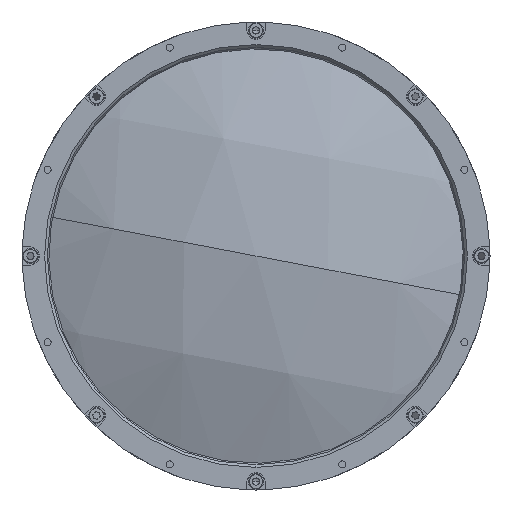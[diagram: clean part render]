
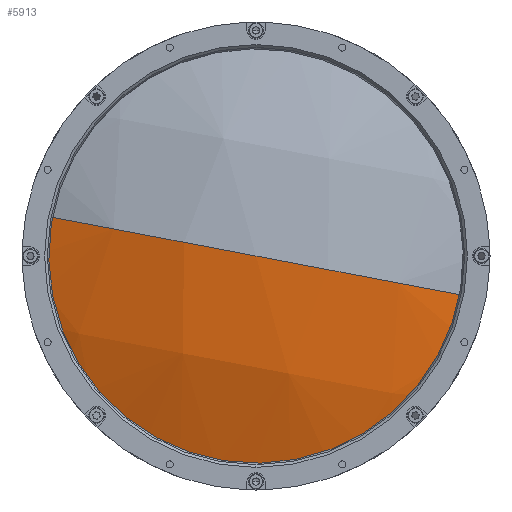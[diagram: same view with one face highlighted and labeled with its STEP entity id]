
A CAD part, left-side view. The second image highlights one B-rep face of the part: STEP entity #5913.
In plain terms, the highlighted spherical face has radius 192.8 mm.
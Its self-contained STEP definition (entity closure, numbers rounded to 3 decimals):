
#734 = EDGE_CURVE ( 'NONE', #8635, #6288, #18454, .T. ) ;
#893 = ORIENTED_EDGE ( 'NONE', *, *, #8620, .T. ) ;
#1879 = CIRCLE ( 'NONE', #19785, 76. ) ;
#2014 = DIRECTION ( 'NONE',  ( 0., 0.187, -0.982 ) ) ;
#2509 = DIRECTION ( 'NONE',  ( 0., 0.187, -0.982 ) ) ;
#2752 = DIRECTION ( 'NONE',  ( -1., 0., 0. ) ) ;
#4366 = ORIENTED_EDGE ( 'NONE', *, *, #12591, .T. ) ;
#5352 = AXIS2_PLACEMENT_3D ( 'NONE', #13018, #2014, #6824 ) ;
#5590 = AXIS2_PLACEMENT_3D ( 'NONE', #17029, #6171, #9153 ) ;
#5913 = ADVANCED_FACE ( 'NONE', ( #6137 ), #10266, .T. ) ;
#6137 = FACE_OUTER_BOUND ( 'NONE', #13746, .T. ) ;
#6171 = DIRECTION ( 'NONE',  ( 0., -0.187, 0.982 ) ) ;
#6288 = VERTEX_POINT ( 'NONE', #8359 ) ;
#6375 = CIRCLE ( 'NONE', #11685, 192.8 ) ;
#6824 = DIRECTION ( 'NONE',  ( 0., 0.982, 0.187 ) ) ;
#8359 = CARTESIAN_POINT ( 'NONE',  ( -2.6, 0., 0. ) ) ;
#8620 = EDGE_CURVE ( 'NONE', #8635, #15494, #1879, .T. ) ;
#8635 = VERTEX_POINT ( 'NONE', #19921 ) ;
#9153 = DIRECTION ( 'NONE',  ( 0., -0.982, -0.187 ) ) ;
#10266 = SPHERICAL_SURFACE ( 'NONE', #5352, 192.8 ) ;
#11685 = AXIS2_PLACEMENT_3D ( 'NONE', #11872, #2509, #13441 ) ;
#11872 = CARTESIAN_POINT ( 'NONE',  ( 190.2, 0., 0. ) ) ;
#12113 = CARTESIAN_POINT ( 'NONE',  ( 13.011, 0., 0. ) ) ;
#12591 = EDGE_CURVE ( 'NONE', #15494, #6288, #6375, .T. ) ;
#12676 = CARTESIAN_POINT ( 'NONE',  ( 13.011, -74.665, -14.182 ) ) ;
#13018 = CARTESIAN_POINT ( 'NONE',  ( 190.2, 0., 0. ) ) ;
#13441 = DIRECTION ( 'NONE',  ( 0., 0.982, 0.187 ) ) ;
#13681 = DIRECTION ( 'NONE',  ( 0., 0.187, -0.982 ) ) ;
#13746 = EDGE_LOOP ( 'NONE', ( #893, #4366, #18386 ) ) ;
#15494 = VERTEX_POINT ( 'NONE', #12676 ) ;
#17029 = CARTESIAN_POINT ( 'NONE',  ( 190.2, 0., 0. ) ) ;
#18386 = ORIENTED_EDGE ( 'NONE', *, *, #734, .F. ) ;
#18454 = CIRCLE ( 'NONE', #5590, 192.8 ) ;
#19785 = AXIS2_PLACEMENT_3D ( 'NONE', #12113, #2752, #13681 ) ;
#19921 = CARTESIAN_POINT ( 'NONE',  ( 13.011, 74.665, 14.182 ) ) ;
